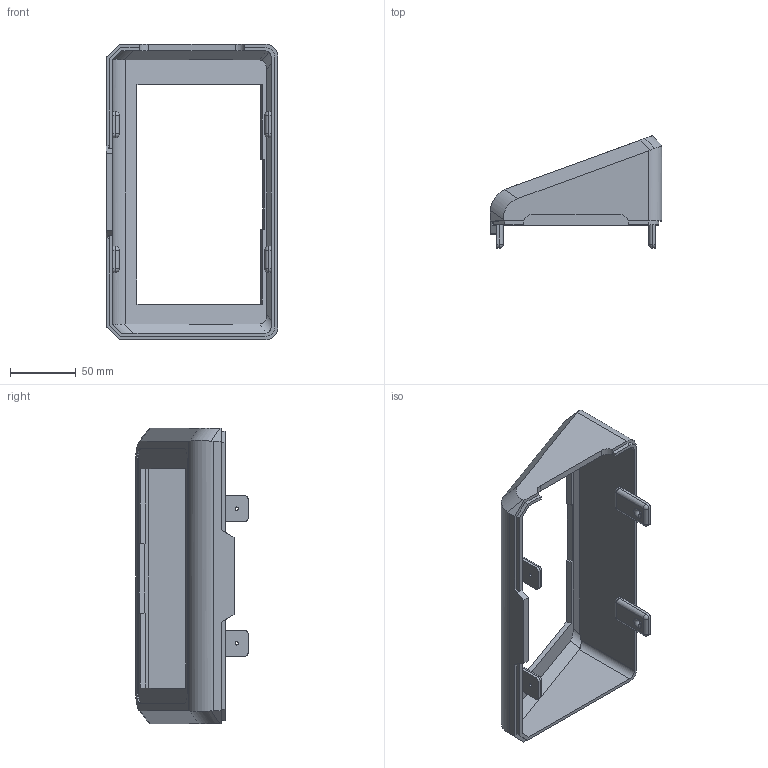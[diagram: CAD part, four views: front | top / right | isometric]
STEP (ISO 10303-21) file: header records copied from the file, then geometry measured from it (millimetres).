
FILE_DESCRIPTION (( 'STEP AP203' ), '1' );
FILE_NAME ('OuterTopBenFinal.STEP', '2018-09-05T00:35:06', ( '' ), ( '' ), 'SwSTEP 2.0', 'SolidWorks 2017', '' );
FILE_SCHEMA (( 'CONFIG_CONTROL_DESIGN' ));
Length unit declared in the file: millimetre
Products named in the file (1): OuterTopBenFinal
Bounding box: 130.8 x 85.44 x 225 mm (x, y, z)
Surface area: 93900.6 mm2 (no closed solid volume)
Topology: 0 solids, 2 shells, 161 faces, 439 edges, 270 vertices
Faces by surface type: plane 80, cylinder 61, sphere 12, torus 8
Entity records: 5159 total; most frequent: CARTESIAN_POINT 1137, ORIENTED_EDGE 840, DIRECTION 805, EDGE_CURVE 427, VECTOR 273, LINE 273, VERTEX_POINT 270, AXIS2_PLACEMENT_3D 266
